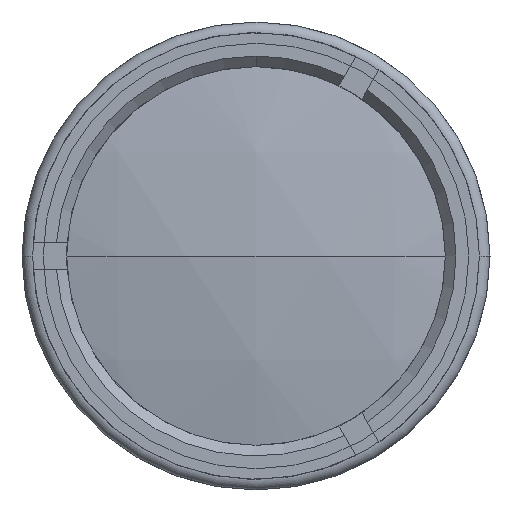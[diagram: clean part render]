
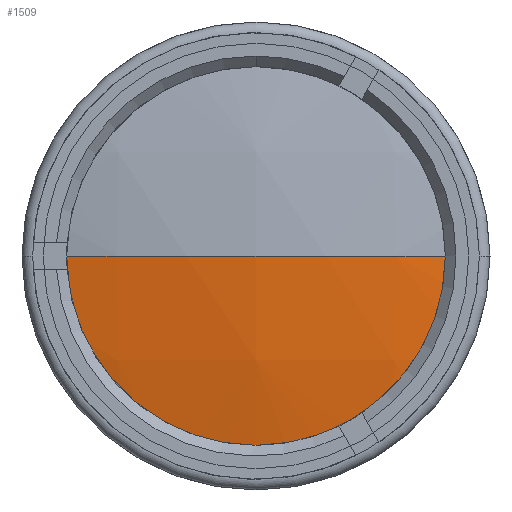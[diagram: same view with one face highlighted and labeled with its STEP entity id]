
A CAD part, left-side view. The second image highlights one B-rep face of the part: STEP entity #1509.
In plain terms, the highlighted spherical face has radius 87.5 mm.
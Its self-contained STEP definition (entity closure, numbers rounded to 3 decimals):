
#245 = VERTEX_POINT ( 'NONE', #827 ) ;
#270 = EDGE_LOOP ( 'NONE', ( #1057, #2752, #2798 ) ) ;
#317 = FACE_OUTER_BOUND ( 'NONE', #270, .T. ) ;
#371 = VERTEX_POINT ( 'NONE', #3331 ) ;
#409 = DIRECTION ( 'NONE',  ( 0., 1., 0. ) ) ;
#410 = DIRECTION ( 'NONE',  ( 0., 0., -1. ) ) ;
#502 = CARTESIAN_POINT ( 'NONE',  ( 8.616, 0., 0. ) ) ;
#540 = EDGE_CURVE ( 'NONE', #245, #3051, #2919, .T. ) ;
#560 = CIRCLE ( 'NONE', #3319, 87.5 ) ;
#688 = CARTESIAN_POINT ( 'NONE',  ( 8.616, 0., 0. ) ) ;
#816 = AXIS2_PLACEMENT_3D ( 'NONE', #2788, #2784, #2782 ) ;
#827 = CARTESIAN_POINT ( 'NONE',  ( -76.683, 19.5, 0. ) ) ;
#1057 = ORIENTED_EDGE ( 'NONE', *, *, #3160, .T. ) ;
#1400 = DIRECTION ( 'NONE',  ( 0., 0., -1. ) ) ;
#1509 = ADVANCED_FACE ( 'NONE', ( #317 ), #1588, .T. ) ;
#1588 = SPHERICAL_SURFACE ( 'NONE', #2636, 87.5 ) ;
#1648 = DIRECTION ( 'NONE',  ( 0., 0., 1. ) ) ;
#1842 = CARTESIAN_POINT ( 'NONE',  ( -78.884, 0., 0. ) ) ;
#2266 = AXIS2_PLACEMENT_3D ( 'NONE', #2386, #2484, #1648 ) ;
#2386 = CARTESIAN_POINT ( 'NONE',  ( -76.683, 0., 0. ) ) ;
#2484 = DIRECTION ( 'NONE',  ( -1., 0., 0. ) ) ;
#2636 = AXIS2_PLACEMENT_3D ( 'NONE', #502, #410, #409 ) ;
#2656 = EDGE_CURVE ( 'NONE', #371, #3051, #560, .T. ) ;
#2752 = ORIENTED_EDGE ( 'NONE', *, *, #2656, .T. ) ;
#2782 = DIRECTION ( 'NONE',  ( 0., -1., 0. ) ) ;
#2784 = DIRECTION ( 'NONE',  ( 0., 0., 1. ) ) ;
#2788 = CARTESIAN_POINT ( 'NONE',  ( 8.616, 0., 0. ) ) ;
#2798 = ORIENTED_EDGE ( 'NONE', *, *, #540, .F. ) ;
#2813 = DIRECTION ( 'NONE',  ( 0., 1., 0. ) ) ;
#2919 = CIRCLE ( 'NONE', #816, 87.5 ) ;
#3027 = CIRCLE ( 'NONE', #2266, 19.5 ) ;
#3051 = VERTEX_POINT ( 'NONE', #1842 ) ;
#3160 = EDGE_CURVE ( 'NONE', #245, #371, #3027, .T. ) ;
#3319 = AXIS2_PLACEMENT_3D ( 'NONE', #688, #1400, #2813 ) ;
#3331 = CARTESIAN_POINT ( 'NONE',  ( -76.683, -19.5, 0. ) ) ;
